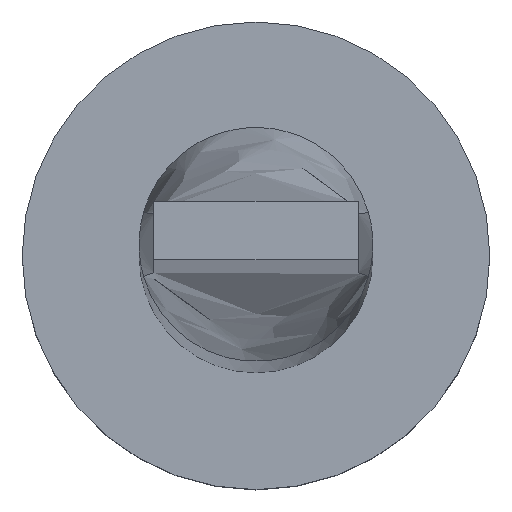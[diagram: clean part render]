
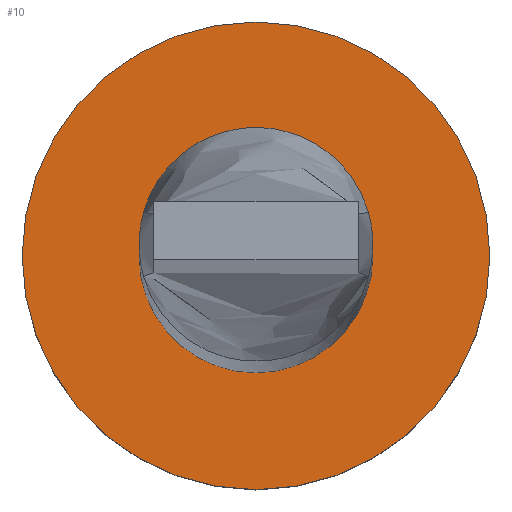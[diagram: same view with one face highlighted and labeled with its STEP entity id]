
A CAD part, top view. The second image highlights one B-rep face of the part: STEP entity #10.
In plain terms, the highlighted planar face has unit normal (0, 0, 1).
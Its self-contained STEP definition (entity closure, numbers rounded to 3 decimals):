
#6 = CARTESIAN_POINT ( 'NONE',  ( -2., 0., 3. ) ) ;
#8 = CARTESIAN_POINT ( 'NONE',  ( 4., 0., 3. ) ) ;
#10 = ADVANCED_FACE ( 'NONE', ( #482, #40 ), #217, .T. ) ;
#21 = DIRECTION ( 'NONE',  ( 1., 0., 0. ) ) ;
#40 = FACE_OUTER_BOUND ( 'NONE', #440, .T. ) ;
#54 = VERTEX_POINT ( 'NONE', #8 ) ;
#76 = ORIENTED_EDGE ( 'NONE', *, *, #463, .F. ) ;
#79 = AXIS2_PLACEMENT_3D ( 'NONE', #235, #517, #356 ) ;
#99 = AXIS2_PLACEMENT_3D ( 'NONE', #551, #461, #21 ) ;
#115 = EDGE_CURVE ( 'NONE', #54, #460, #542, .T. ) ;
#163 = CIRCLE ( 'NONE', #387, 2. ) ;
#183 = CARTESIAN_POINT ( 'NONE',  ( 0., 0., 3. ) ) ;
#202 = CIRCLE ( 'NONE', #451, 2. ) ;
#217 = PLANE ( 'NONE',  #431 ) ;
#228 = CARTESIAN_POINT ( 'NONE',  ( -4., 0., 3. ) ) ;
#235 = CARTESIAN_POINT ( 'NONE',  ( 0., 0., 3. ) ) ;
#276 = DIRECTION ( 'NONE',  ( 1., 0., 0. ) ) ;
#301 = CARTESIAN_POINT ( 'NONE',  ( 0., 0., 3. ) ) ;
#353 = VERTEX_POINT ( 'NONE', #6 ) ;
#356 = DIRECTION ( 'NONE',  ( 1., 0., 0. ) ) ;
#387 = AXIS2_PLACEMENT_3D ( 'NONE', #301, #444, #516 ) ;
#399 = CARTESIAN_POINT ( 'NONE',  ( 0., 0., 3. ) ) ;
#414 = EDGE_LOOP ( 'NONE', ( #76, #454 ) ) ;
#418 = EDGE_CURVE ( 'NONE', #460, #54, #423, .T. ) ;
#423 = CIRCLE ( 'NONE', #99, 4. ) ;
#429 = DIRECTION ( 'NONE',  ( 0., 0., 1. ) ) ;
#431 = AXIS2_PLACEMENT_3D ( 'NONE', #399, #578, #276 ) ;
#440 = EDGE_LOOP ( 'NONE', ( #491, #556 ) ) ;
#444 = DIRECTION ( 'NONE',  ( 0., 0., 1. ) ) ;
#451 = AXIS2_PLACEMENT_3D ( 'NONE', #183, #429, #507 ) ;
#454 = ORIENTED_EDGE ( 'NONE', *, *, #563, .F. ) ;
#460 = VERTEX_POINT ( 'NONE', #228 ) ;
#461 = DIRECTION ( 'NONE',  ( 0., 0., 1. ) ) ;
#463 = EDGE_CURVE ( 'NONE', #353, #564, #202, .T. ) ;
#472 = CARTESIAN_POINT ( 'NONE',  ( 2., 0., 3. ) ) ;
#482 = FACE_BOUND ( 'NONE', #414, .T. ) ;
#491 = ORIENTED_EDGE ( 'NONE', *, *, #418, .T. ) ;
#507 = DIRECTION ( 'NONE',  ( 1., 0., 0. ) ) ;
#516 = DIRECTION ( 'NONE',  ( 1., 0., 0. ) ) ;
#517 = DIRECTION ( 'NONE',  ( 0., 0., 1. ) ) ;
#542 = CIRCLE ( 'NONE', #79, 4. ) ;
#551 = CARTESIAN_POINT ( 'NONE',  ( 0., 0., 3. ) ) ;
#556 = ORIENTED_EDGE ( 'NONE', *, *, #115, .T. ) ;
#563 = EDGE_CURVE ( 'NONE', #564, #353, #163, .T. ) ;
#564 = VERTEX_POINT ( 'NONE', #472 ) ;
#578 = DIRECTION ( 'NONE',  ( 0., 0., 1. ) ) ;
